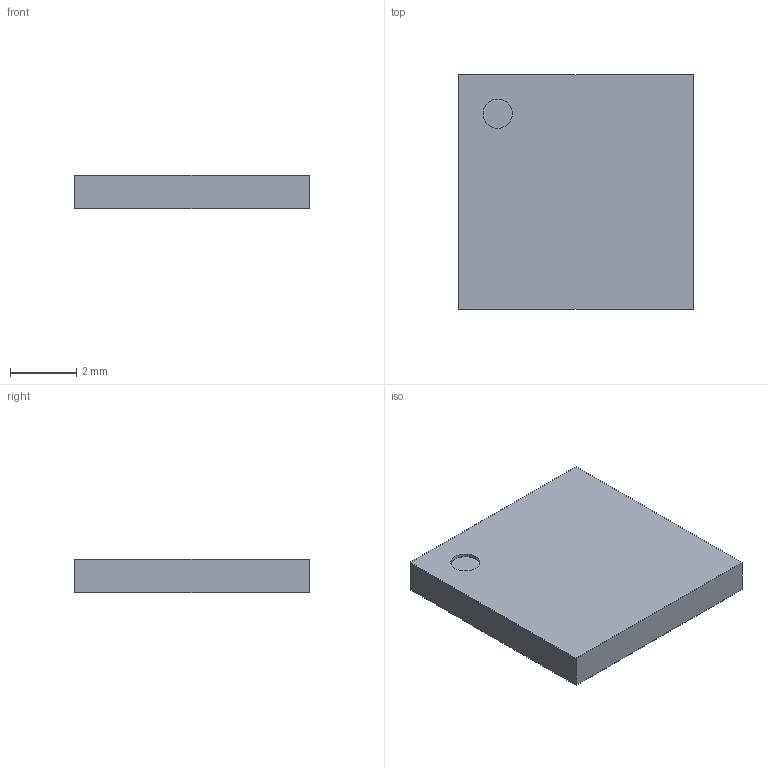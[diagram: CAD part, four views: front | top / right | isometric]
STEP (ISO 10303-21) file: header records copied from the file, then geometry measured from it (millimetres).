
FILE_DESCRIPTION(('Open CASCADE Model'),'2;1');
FILE_NAME('Open CASCADE Shape Model','2025-09-21T17:27:47',('Author'),( 'Open CASCADE'),'Open CASCADE STEP processor 7.5','Open CASCADE 7.5' ,'Unknown');
FILE_SCHEMA(('AUTOMOTIVE_DESIGN { 1 0 10303 214 1 1 1 1 }'));
Length unit declared in the file: millimetre
Products named in the file (8): PCB; Designator1; 6189882464; Open CASCADE STEP translator 7.5 8.1; Body; Open CASCADE STEP translator 7.5 8.2.1; Thermal Shape; Pin Shape
Assembly tree (53 placements, depth 4):
  PCB
  Designator1
    6189882464
      Open CASCADE STEP translator 7.5 8.1
      Body
        Open CASCADE STEP translator 7.5 8.2.1
      Thermal Shape
      Pin Shape  x48
Bounding box: 7.1 x 7.1 x 1 mm (x, y, z)
Volume: 50.4 mm3; surface area: 192.3 mm2
Topology: 50 solids, 51 shells, 304 faces, 607 edges, 405 vertices
Faces by surface type: plane 303, cylinder 1
Full cylindrical faces by diameter (mm): 0.887 x1
Entity records: 1100 total; most frequent: DIRECTION 198, CARTESIAN_POINT 148, ORIENTED_EDGE 85, AXIS2_PLACEMENT_3D 79, PRODUCT_DEFINITION_SHAPE 61, CONTEXT_DEPENDENT_SHAPE_REPRESENTATION 53, ITEM_DEFINED_TRANSFORMATION 53, NEXT_ASSEMBLY_USAGE_OCCURRENCE 53
